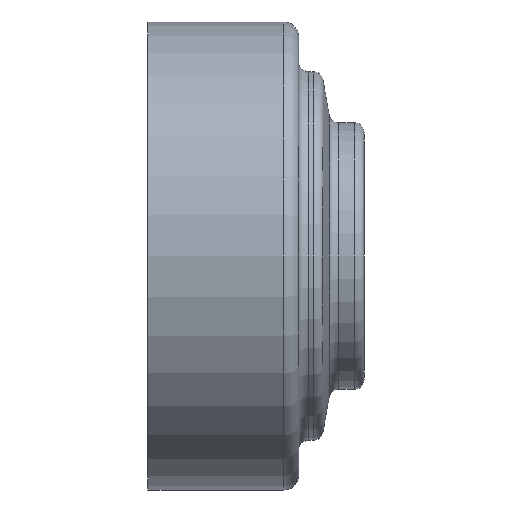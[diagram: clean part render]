
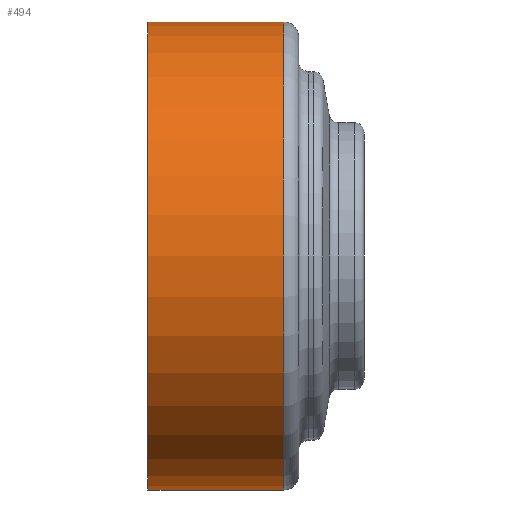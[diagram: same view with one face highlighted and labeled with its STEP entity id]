
A CAD part, front view. The second image highlights one B-rep face of the part: STEP entity #494.
In plain terms, the highlighted cylindrical face has radius 23.6 mm (diameter 47.2 mm), a partial arc.
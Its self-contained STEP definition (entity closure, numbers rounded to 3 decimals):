
#18 = CARTESIAN_POINT ( 'NONE',  ( -0.3, 0., 23.6 ) ) ;
#28 = CARTESIAN_POINT ( 'NONE',  ( -36.937, 0., 0. ) ) ;
#121 = ORIENTED_EDGE ( 'NONE', *, *, #1961, .F. ) ;
#190 = CARTESIAN_POINT ( 'NONE',  ( -0.3, 0., 0. ) ) ;
#271 = DIRECTION ( 'NONE',  ( -1., 0., 0. ) ) ;
#349 = DIRECTION ( 'NONE',  ( 0., 0., 1. ) ) ;
#372 = CIRCLE ( 'NONE', #540, 23.6 ) ;
#378 = EDGE_CURVE ( 'NONE', #1221, #1128, #372, .T. ) ;
#476 = EDGE_LOOP ( 'NONE', ( #1487, #614, #1575, #121 ) ) ;
#494 = ADVANCED_FACE ( 'NONE', ( #817 ), #1437, .T. ) ;
#538 = LINE ( 'NONE', #1616, #1615 ) ;
#540 = AXIS2_PLACEMENT_3D ( 'NONE', #190, #1915, #795 ) ;
#614 = ORIENTED_EDGE ( 'NONE', *, *, #378, .T. ) ;
#658 = VERTEX_POINT ( 'NONE', #1060 ) ;
#691 = AXIS2_PLACEMENT_3D ( 'NONE', #28, #920, #349 ) ;
#795 = DIRECTION ( 'NONE',  ( 0., 0., 1. ) ) ;
#814 = CARTESIAN_POINT ( 'NONE',  ( -14., 0., -23.6 ) ) ;
#817 = FACE_OUTER_BOUND ( 'NONE', #476, .T. ) ;
#920 = DIRECTION ( 'NONE',  ( -1., 0., 0. ) ) ;
#1038 = VECTOR ( 'NONE', #271, 1000. ) ;
#1051 = LINE ( 'NONE', #1678, #1038 ) ;
#1060 = CARTESIAN_POINT ( 'NONE',  ( -14., 0., 23.6 ) ) ;
#1078 = CARTESIAN_POINT ( 'NONE',  ( -14., 0., 0. ) ) ;
#1125 = AXIS2_PLACEMENT_3D ( 'NONE', #1078, #1242, #1554 ) ;
#1128 = VERTEX_POINT ( 'NONE', #18 ) ;
#1221 = VERTEX_POINT ( 'NONE', #1341 ) ;
#1242 = DIRECTION ( 'NONE',  ( -1., 0., 0. ) ) ;
#1341 = CARTESIAN_POINT ( 'NONE',  ( -0.3, 0., -23.6 ) ) ;
#1437 = CYLINDRICAL_SURFACE ( 'NONE', #691, 23.6 ) ;
#1474 = EDGE_CURVE ( 'NONE', #1128, #658, #1051, .T. ) ;
#1487 = ORIENTED_EDGE ( 'NONE', *, *, #1768, .F. ) ;
#1552 = VERTEX_POINT ( 'NONE', #814 ) ;
#1554 = DIRECTION ( 'NONE',  ( 0., 0., 1. ) ) ;
#1575 = ORIENTED_EDGE ( 'NONE', *, *, #1474, .T. ) ;
#1615 = VECTOR ( 'NONE', #1800, 1000. ) ;
#1616 = CARTESIAN_POINT ( 'NONE',  ( -36.937, 0., -23.6 ) ) ;
#1678 = CARTESIAN_POINT ( 'NONE',  ( -36.937, 0., 23.6 ) ) ;
#1679 = CIRCLE ( 'NONE', #1125, 23.6 ) ;
#1768 = EDGE_CURVE ( 'NONE', #1221, #1552, #538, .T. ) ;
#1800 = DIRECTION ( 'NONE',  ( -1., 0., 0. ) ) ;
#1915 = DIRECTION ( 'NONE',  ( -1., 0., 0. ) ) ;
#1961 = EDGE_CURVE ( 'NONE', #1552, #658, #1679, .T. ) ;
